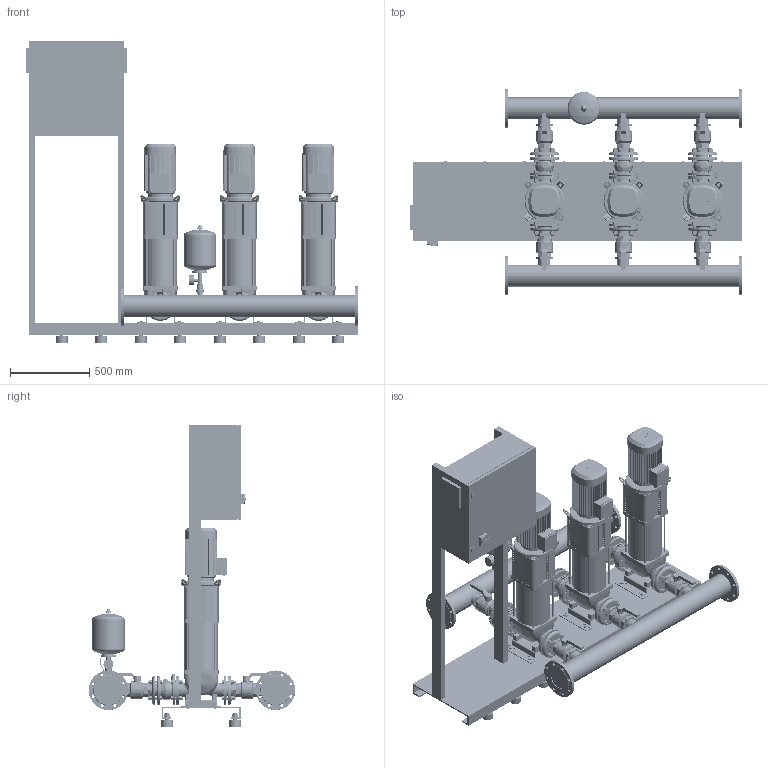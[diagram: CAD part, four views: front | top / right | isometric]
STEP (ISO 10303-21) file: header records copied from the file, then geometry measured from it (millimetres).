
FILE_DESCRIPTION((''),'2;1');
FILE_NAME('3d_CO-3HELIXV3603_1_K_CC-01-2530593.stp','2016-01-25T09:45:56',(''),(''),'Mechanical Desktop 2009','Mechanical Desktop 2009',', , ');
FILE_SCHEMA(('CONFIG_CONTROL_DESIGN'));
Length unit declared in the file: millimetre
Products named in the file (1): Product
Bounding box: 2100 x 1307 x 1905 mm (x, y, z)
Volume: 307859396 mm3; surface area: 16773017.1 mm2
Topology: 185 solids, 185 shells, 6115 faces, 15798 edges, 10261 vertices
Faces by surface type: bspline 2348, plane 2210, cylinder 1165, cone 216, torus 174, sphere 2
Entity records: 213842 total; most frequent: CARTESIAN_POINT 67355, ORIENTED_EDGE 31528, DIRECTION 27991, EDGE_CURVE 15764, VERTEX_POINT 10249, VECTOR 9719, LINE 9719, AXIS2_PLACEMENT_3D 9136
